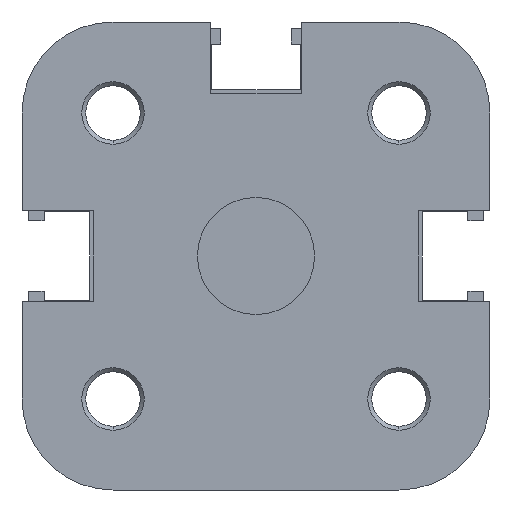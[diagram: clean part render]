
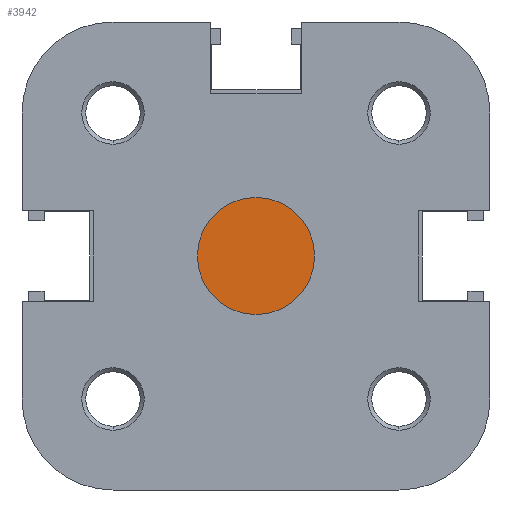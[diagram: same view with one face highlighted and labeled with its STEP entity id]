
A CAD part, left-side view. The second image highlights one B-rep face of the part: STEP entity #3942.
In plain terms, the highlighted planar face has unit normal (-1, 0, 0).
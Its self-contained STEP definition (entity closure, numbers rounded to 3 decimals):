
#268 = CIRCLE ( 'NONE', #7431, 4.5 ) ;
#443 = CIRCLE ( 'NONE', #7485, 4.5 ) ;
#1154 = CARTESIAN_POINT ( 'NONE',  ( 2.1, 0., 0. ) ) ;
#1157 = DIRECTION ( 'NONE',  ( -1., 0., 0. ) ) ;
#1158 = DIRECTION ( 'NONE',  ( 0., 0., 1. ) ) ;
#2395 = CARTESIAN_POINT ( 'NONE',  ( 2.1, 4.5, 0. ) ) ;
#2416 = PLANE ( 'NONE',  #7358 ) ;
#2427 = DIRECTION ( 'NONE',  ( 1., 0., 0. ) ) ;
#2428 = DIRECTION ( 'NONE',  ( 0., 0., -1. ) ) ;
#2670 = CARTESIAN_POINT ( 'NONE',  ( 2.1, 0., 4.5 ) ) ;
#2672 = CARTESIAN_POINT ( 'NONE',  ( 2.1, 0., -4.5 ) ) ;
#3237 = CARTESIAN_POINT ( 'NONE',  ( 2.1, 0., 0. ) ) ;
#3238 = DIRECTION ( 'NONE',  ( -1., 0., 0. ) ) ;
#3239 = DIRECTION ( 'NONE',  ( 0., 0., 1. ) ) ;
#3529 = ORIENTED_EDGE ( 'NONE', *, *, #6416, .T. ) ;
#3633 = ORIENTED_EDGE ( 'NONE', *, *, #6563, .T. ) ;
#3942 = ADVANCED_FACE ( 'NONE', ( #5293 ), #2416, .F. ) ;
#4660 = EDGE_LOOP ( 'NONE', ( #3633, #3529 ) ) ;
#5293 = FACE_OUTER_BOUND ( 'NONE', #4660, .T. ) ;
#5540 = VERTEX_POINT ( 'NONE', #2670 ) ;
#5542 = VERTEX_POINT ( 'NONE', #2672 ) ;
#6416 = EDGE_CURVE ( 'NONE', #5542, #5540, #268, .T. ) ;
#6563 = EDGE_CURVE ( 'NONE', #5540, #5542, #443, .T. ) ;
#7358 = AXIS2_PLACEMENT_3D ( 'NONE', #2395, #2427, #2428 ) ;
#7431 = AXIS2_PLACEMENT_3D ( 'NONE', #3237, #3238, #3239 ) ;
#7485 = AXIS2_PLACEMENT_3D ( 'NONE', #1154, #1157, #1158 ) ;
